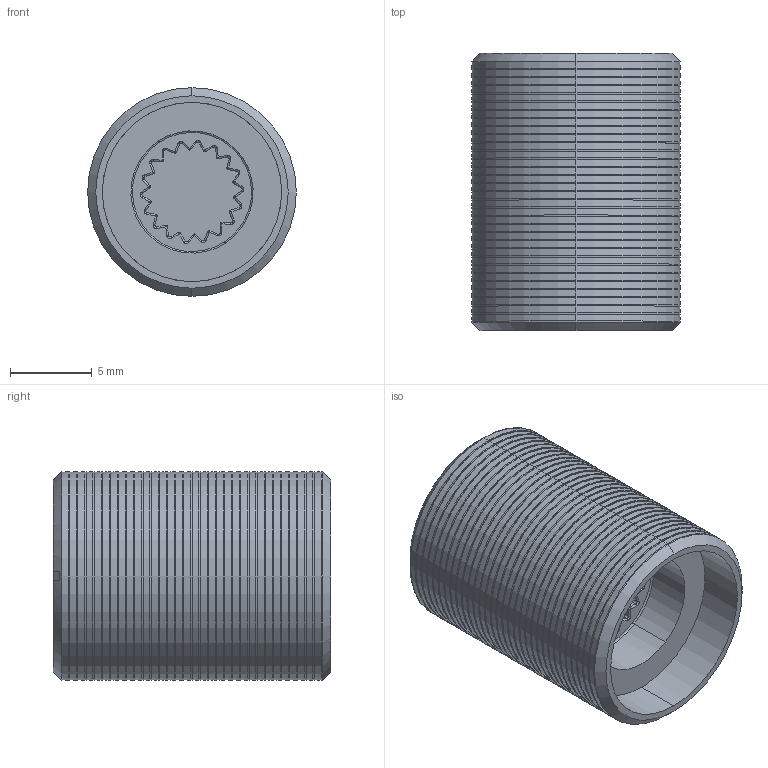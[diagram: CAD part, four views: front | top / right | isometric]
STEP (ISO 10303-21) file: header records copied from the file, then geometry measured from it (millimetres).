
FILE_DESCRIPTION (( 'STEP AP214' ), '1' );
FILE_NAME ('12.8 唅聽.STEP', '2016-01-15T09:49:54', ( '' ), ( '' ), 'SwSTEP 2.0', 'SolidWorks 2016', '' );
FILE_SCHEMA (( 'AUTOMOTIVE_DESIGN' ));
Length unit declared in the file: millimetre
Products named in the file (3): 12.8 INNER_ﾄｬﾈﾏｨｨ_; 12.8 旋钮_￥_￡¤; 12.8 ﾐﾅ･_｣､_ﾄｬﾈﾏ___ｨｨ_
Assembly tree (2 placements, depth 2):
  12.8 旋钮_￥_￡¤
    12.8 ﾐﾅ･_｣､_ﾄｬﾈﾏ___ｨｨ_
    12.8 INNER_ﾄｬﾈﾏｨｨ_
Bounding box: 12.8 x 17 x 12.8 mm (x, y, z)
Volume: 1505.7 mm3; surface area: 2494.5 mm2
Topology: 2 solids, 2 shells, 411 faces, 944 edges, 563 vertices
Faces by surface type: cylinder 153, plane 100, cone 68, bspline 46, torus 26, sphere 18
Entity records: 11964 total; most frequent: CARTESIAN_POINT 2584, DIRECTION 2097, ORIENTED_EDGE 1852, EDGE_CURVE 926, AXIS2_PLACEMENT_3D 870, VERTEX_POINT 563, CIRCLE 500, EDGE_LOOP 457
